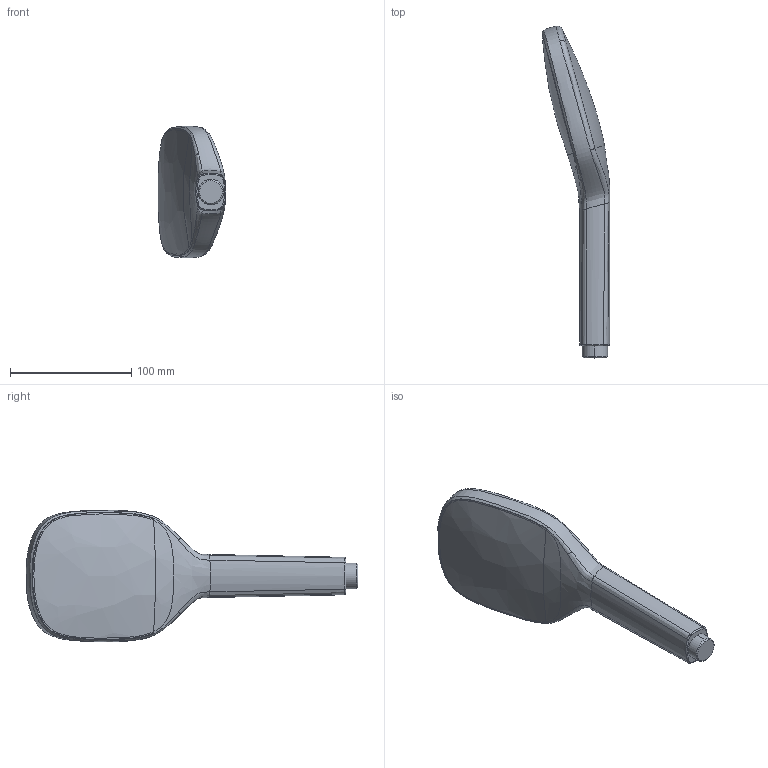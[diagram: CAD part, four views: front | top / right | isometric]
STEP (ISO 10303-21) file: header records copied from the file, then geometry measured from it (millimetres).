
FILE_DESCRIPTION (( 'STEP AP203' ), '1' );
FILE_NAME ('243401(2017)+84310200.STEP', '2017-11-10T14:02:41', ( '' ), ( '' ), 'SwSTEP 2.0', 'SolidWorks 2016', '' );
FILE_SCHEMA (( 'CONFIG_CONTROL_DESIGN' ));
Length unit declared in the file: millimetre
Products named in the file (1): 243401(2017)+84310200
Bounding box: 56.07 x 273.82 x 108.25 mm (x, y, z)
Volume: 426112.5 mm3; surface area: 46345.6 mm2
Topology: 1 solids, 1 shells, 41 faces, 98 edges, 60 vertices
Faces by surface type: bspline 33, cylinder 4, cone 2, plane 2
Entity records: 19380 total; most frequent: CARTESIAN_POINT 18639, ORIENTED_EDGE 196, EDGE_CURVE 98, B_SPLINE_CURVE_WITH_KNOTS 81, VERTEX_POINT 60, EDGE_LOOP 42, ADVANCED_FACE 41, FACE_OUTER_BOUND 41
